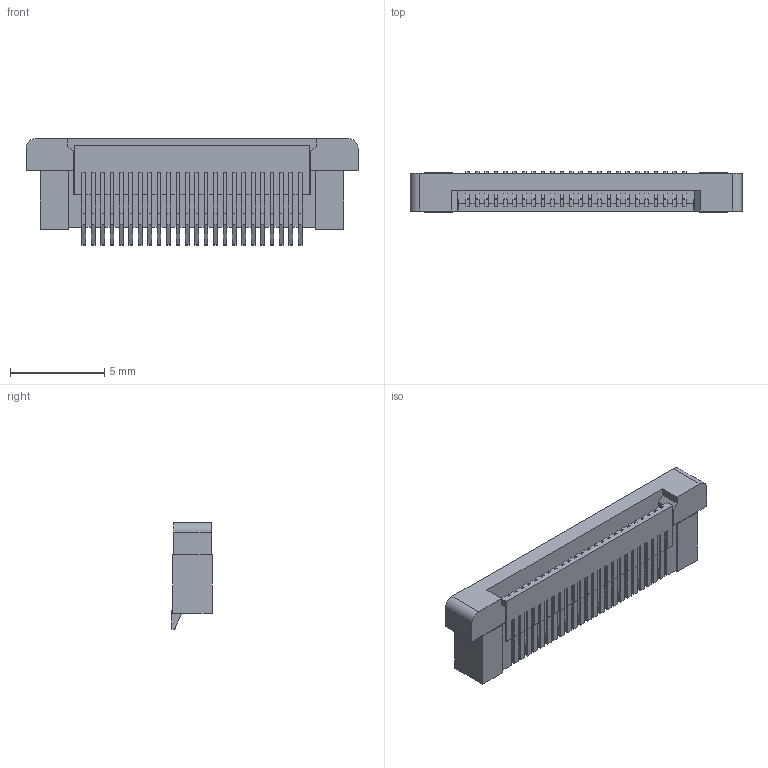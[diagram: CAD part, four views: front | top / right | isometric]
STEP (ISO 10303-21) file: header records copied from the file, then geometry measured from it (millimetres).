
FILE_DESCRIPTION(/* description */ ('STEP AP214'),/* implementation_level */ '2;1');
FILE_NAME(/* name */ 'ZF5S-24-02-T-WT',/* time_stamp */ '2024-09-06T04:44:55+02:00',/* author */ ('License CC BY-ND 4.0'),/* organization */ ('CADENAS'),/* preprocessor_version */ 'ST-DEVELOPER v19.3',/* originating_system */ 'PARTsolutions',/* authorisation */ ' ');
FILE_SCHEMA (('AUTOMOTIVE_DESIGN {1 0 10303 214 3 1 1}'));
Length unit declared in the file: millimetre
Products named in the file (3): ZF5S-24-02-T-WT; ZF5S-24-02-WT_socket; C-297-24-02_pins
Assembly tree (2 placements, depth 2):
  ZF5S-24-02-T-WT
    ZF5S-24-02-WT_socket
    C-297-24-02_pins
Bounding box: 17.65 x 2.14 x 5.67 mm (x, y, z)
Volume: 149 mm3; surface area: 672.4 mm2
Topology: 2 solids, 2 shells, 797 faces, 2369 edges, 1576 vertices
Faces by surface type: plane 723, cylinder 74
Entity records: 29177 total; most frequent: CARTESIAN_POINT 4745, ORIENTED_EDGE 4738, DIRECTION 4117, EDGE_CURVE 2369, LINE 2221, VECTOR 2221, VERTEX_POINT 1576, AXIS2_PLACEMENT_3D 948
